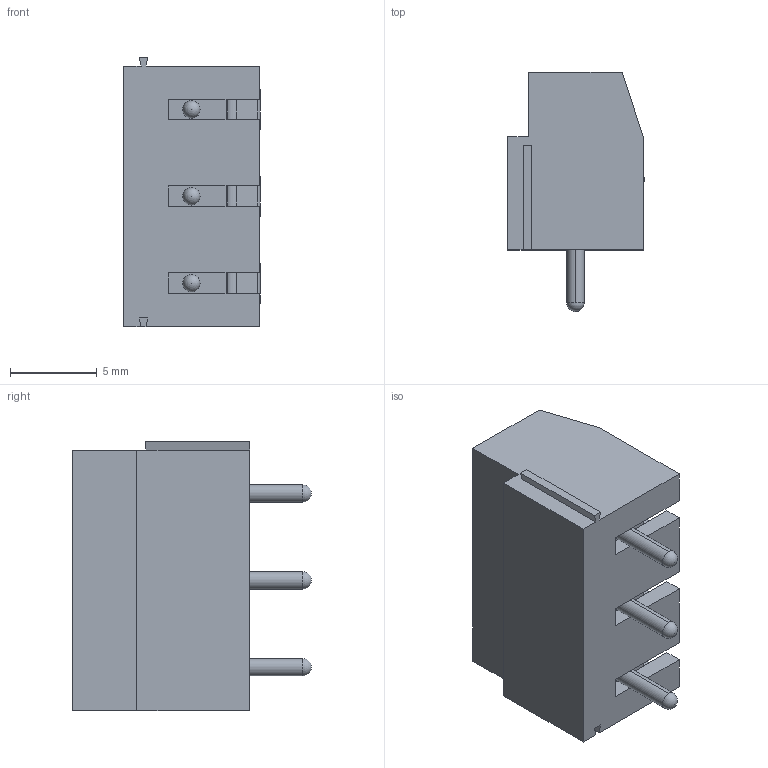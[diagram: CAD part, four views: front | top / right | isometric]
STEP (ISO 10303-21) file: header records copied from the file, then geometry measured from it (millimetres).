
FILE_DESCRIPTION (( 'STEP AP214' ), '1' );
FILE_NAME ('Terminal_3pin.STEP', '2020-09-05T02:24:17', ( '' ), ( '' ), 'SwSTEP 2.0', 'SolidWorks 2017', '' );
FILE_SCHEMA (( 'AUTOMOTIVE_DESIGN' ));
Length unit declared in the file: millimetre
Products named in the file (11): Inner; Screw; Outter; Terminal_3pin
Assembly tree (7 placements, depth 2):
  Inner
  Inner
  Screw
  Inner
  Outter
Bounding box: 7.87 x 13.75 x 15.5 mm (x, y, z)
Volume: 844.5 mm3; surface area: 1916.8 mm2
Topology: 7 solids, 7 shells, 461 faces, 1152 edges, 681 vertices
Faces by surface type: plane 167, cylinder 129, bspline 84, torus 39, sphere 33, cone 9
Entity records: 6506 total; most frequent: CARTESIAN_POINT 1900, ORIENTED_EDGE 946, DIRECTION 881, EDGE_CURVE 473, AXIS2_PLACEMENT_3D 314, VERTEX_POINT 293, LINE 253, VECTOR 253
